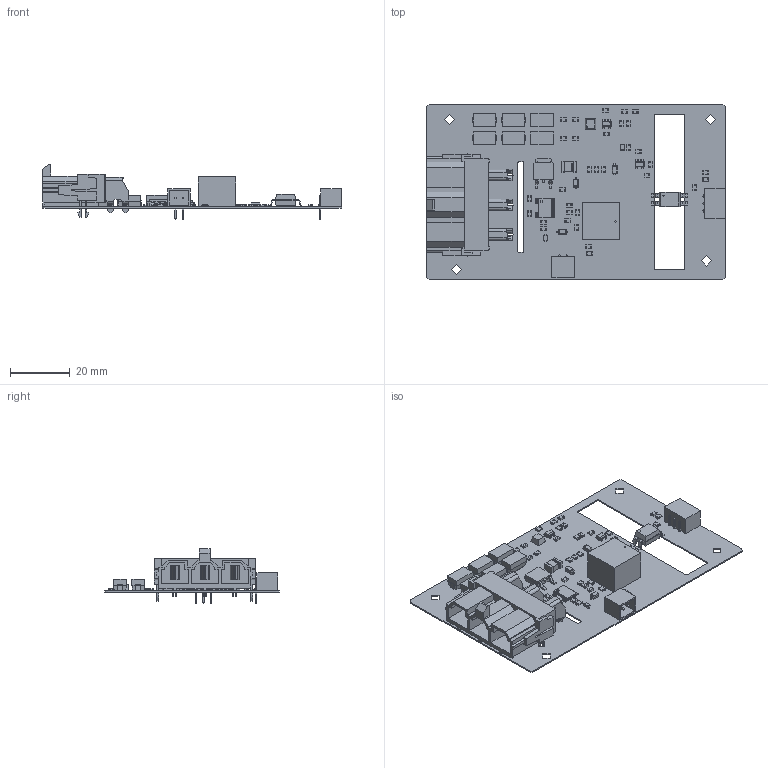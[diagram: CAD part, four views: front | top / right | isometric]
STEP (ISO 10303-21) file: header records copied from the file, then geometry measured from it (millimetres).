
FILE_DESCRIPTION(('Open CASCADE Model'),'2;1');
FILE_NAME('Open CASCADE Shape Model','2024-05-06T20:07:18',('Author'),( 'Open CASCADE'),'Open CASCADE STEP processor 7.5','Open CASCADE 7.5' ,'Unknown');
FILE_SCHEMA(('AUTOMOTIVE_DESIGN { 1 0 10303 214 1 1 1 1 }'));
Length unit declared in the file: millimetre
Products named in the file (82): PCB; Board; Open CASCADE STEP translator 7.5 1.1.1; U4; 6328219152; J3; 2 pin 2.54; J2; 3 pin 2.54; J1; 0428203213; Open CASCADE STEP translator 7.5 1.5.1.1; Open CASCADE STEP translator 7.5 1.5.1.2; R25; 6328219072; R24; R20; 6328215952; R19; U3; 6328218672; R18; 6328214832; R17; 6328211872; D7; 6328216112; U2; R23; R21; 6328212672; R16; R15; 6328213632; R14; R13; R12; R11; R10; R9 ...
Assembly tree (112 placements, depth 4):
  PCB
    Board
      Open CASCADE STEP translator 7.5 1.1.1
    U4
      6328219152
    J3
      2 pin 2.54
    J2
      3 pin 2.54
    J1
      0428203213
        Open CASCADE STEP translator 7.5 1.5.1.1
        Open CASCADE STEP translator 7.5 1.5.1.2
    R25
      6328219072
    R24
      6328219072
    R20
      6328215952
    R19
      6328215952
    U3
      6328218672
    R18
      6328214832
    R17
      6328211872
    D7
      6328216112
    U2
      6328218672
    R23
      6328215952
    R21
      6328212672
    R16
      6328214832
    R15
      6328213632
    R14
      6328214832
    R13
      6328212672
    R12
      6328212672
    R11
      6328211872
    R10
      6328211872
    R9
      6328215952
    R8
      6328215952
    R7
      6328215952
    R6
      6328212672
    R5
      6328212672
    R4
Bounding box: 100 x 58.17 x 18.37 mm (x, y, z)
Volume: 9152 mm3
Topology: 208 solids, 212 shells, 3841 faces, 9047 edges, 5647 vertices
Faces by surface type: plane 3091, cylinder 726, sphere 24
Full cylindrical faces by diameter (mm): 0.088 x2, 0.227 x1, 0.25 x3, 0.351 x1, 0.625 x1, 0.99 x5, 2.8 x6, 3 x2, 3.5 x4
Entity records: 64680 total; most frequent: CARTESIAN_POINT 10740, DIRECTION 10013, ORIENTED_EDGE 9978, EDGE_CURVE 4988, LINE 4135, VECTOR 4135, VERTEX_POINT 3218, AXIS2_PLACEMENT_3D 2939
